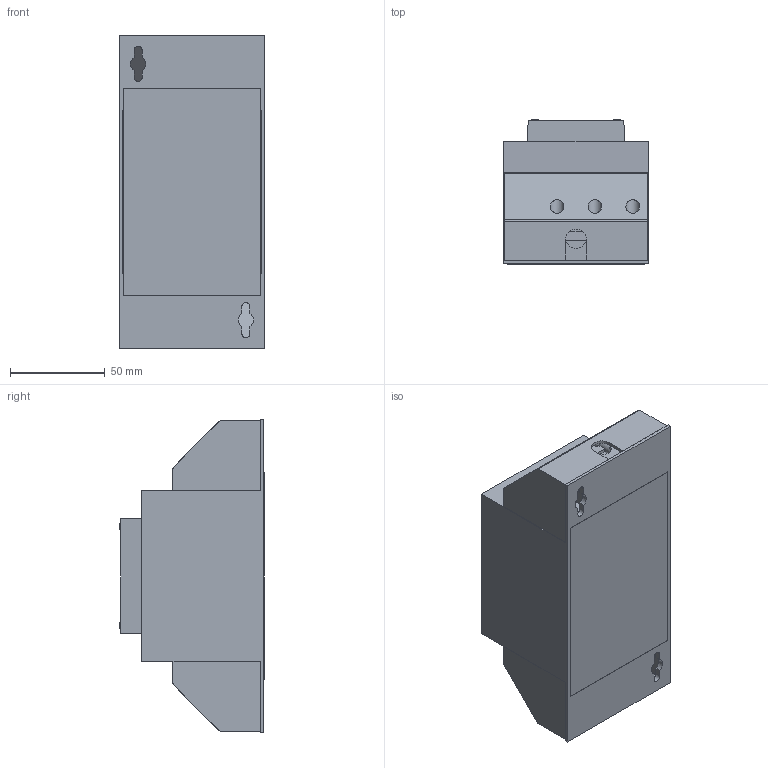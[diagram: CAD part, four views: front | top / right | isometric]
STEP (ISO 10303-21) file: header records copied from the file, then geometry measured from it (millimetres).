
FILE_DESCRIPTION (( 'STEP AP214' ), '1' );
FILE_NAME ('845710.STEP', '2024-02-05T15:41:11', ( '' ), ( '' ), 'SwSTEP 2.0', 'SolidWorks 2022', '' );
FILE_SCHEMA (( 'AUTOMOTIVE_DESIGN' ));
Length unit declared in the file: millimetre
Products named in the file (1): 845710
Bounding box: 77 x 76.5 x 166 mm (x, y, z)
Volume: 130463.4 mm3; surface area: 128946.7 mm2
Topology: 1 solids, 1 shells, 386 faces, 1043 edges, 680 vertices
Faces by surface type: plane 225, cylinder 137, torus 24
Entity records: 12517 total; most frequent: CARTESIAN_POINT 2200, DIRECTION 2105, ORIENTED_EDGE 2086, EDGE_CURVE 1043, AXIS2_PLACEMENT_3D 705, VECTOR 695, LINE 695, VERTEX_POINT 680
